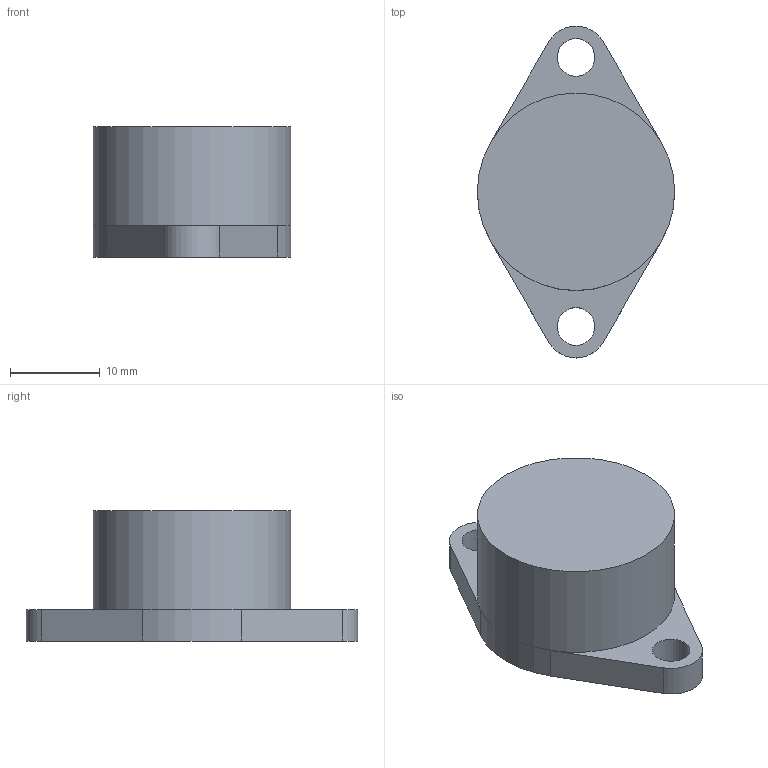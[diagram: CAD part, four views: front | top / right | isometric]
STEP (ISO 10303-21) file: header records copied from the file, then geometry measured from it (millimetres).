
FILE_DESCRIPTION(('FreeCAD Model'),'2;1');
FILE_NAME('frictionlessAngleSensor.step','2018-08-24T05:41:54',('Author'),('' ),'Open CASCADE STEP processor 7.3','FreeCAD','Unknown');
FILE_SCHEMA(('AUTOMOTIVE_DESIGN { 1 0 10303 214 1 1 1 1 }'));
Length unit declared in the file: millimetre
Products named in the file (1): frictionlessAngleSensor
Bounding box: 22 x 37 x 14.5 mm (x, y, z)
Volume: 4954.1 mm3; surface area: 2471.4 mm2
Topology: 1 solids, 1 shells, 17 faces, 38 edges, 24 vertices
Faces by surface type: plane 9, cylinder 8
Full cylindrical faces by diameter (mm): 4.2 x2, 13 x1, 22 x1
Entity records: 1004 total; most frequent: DIRECTION 167, CARTESIAN_POINT 162, LINE 81, VECTOR 81, ORIENTED_EDGE 76, PCURVE 76, DEFINITIONAL_REPRESENTATION 76, EDGE_CURVE 38
